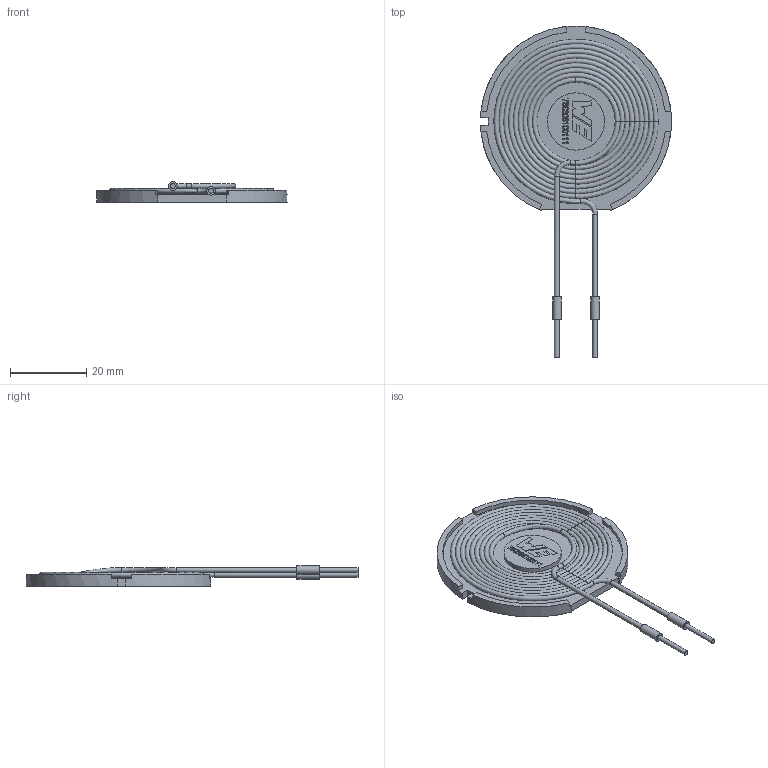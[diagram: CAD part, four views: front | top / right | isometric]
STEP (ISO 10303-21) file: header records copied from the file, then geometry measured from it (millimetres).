
FILE_DESCRIPTION(/* description */ ('Unknown'),/* implementation_level */ '2;1');
FILE_NAME(/* name */ 'L_Wurth_WE-WPCC-TX_760308100111',/* time_stamp */ '2025-04-18T10:16:58+08:00',/* author */ ('Unknown'),/* organization */ ('Unknown'),/* preprocessor_version */ 'ST-DEVELOPER v19.4',/* originating_system */ 'Solid Edge',/* authorisation */ 'Unknown');
FILE_SCHEMA (('AUTOMOTIVE_DESIGN {1 0 10303 214 3 1 1}'));
Length unit declared in the file: millimetre
Products named in the file (2): L_Wurth_WE-WPCC-TX_760308100111
Assembly tree (1 placements, depth 2):
  L_Wurth_WE-WPCC-TX_760308100111
    L_Wurth_WE-WPCC-TX_760308100111
Bounding box: 49.98 x 86.9 x 5.38 mm (x, y, z)
Volume: 5538.1 mm3; surface area: 8480.4 mm2
Topology: 2 solids, 2 shells, 171 faces, 414 edges, 272 vertices
Faces by surface type: plane 110, bspline 35, cylinder 13, torus 13
Full cylindrical faces by diameter (mm): 1.25 x4, 2.25 x2, 15 x1
Entity records: 8940 total; most frequent: CARTESIAN_POINT 4044, ORIENTED_EDGE 732, DIRECTION 633, EDGE_CURVE 366, VERTEX_POINT 273, LINE 253, VECTOR 253, FACE_BOUND 253
